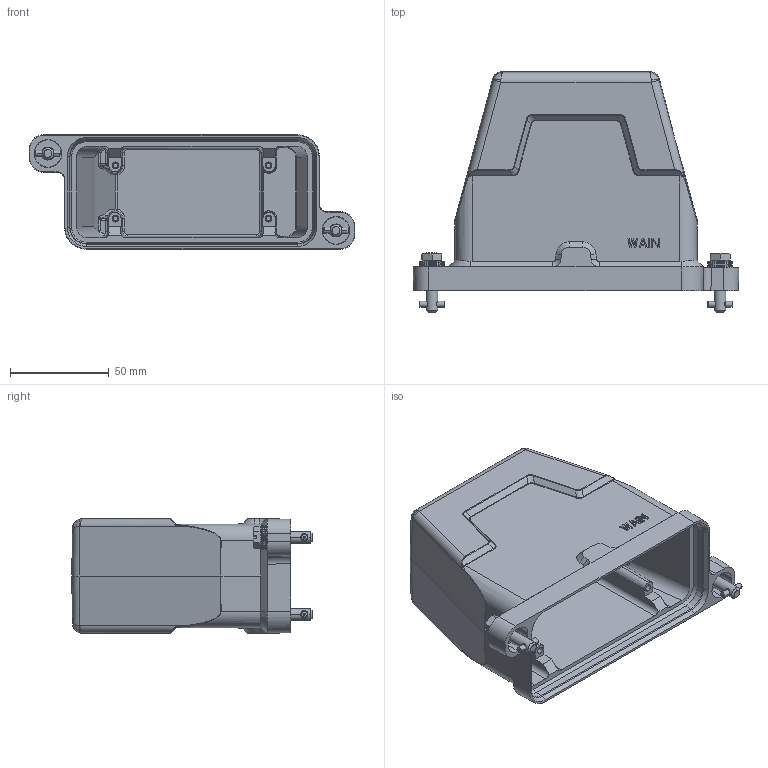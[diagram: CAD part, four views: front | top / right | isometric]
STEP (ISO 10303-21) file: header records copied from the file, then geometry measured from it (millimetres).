
FILE_DESCRIPTION(/* description */ (''),/* implementation_level */ '2;1');
FILE_NAME(/* name */ '3D_1136165405004_HP16B_H-SEH-2T-M32_V1.1.stp',/* time_stamp */ '2024-03-01T10:31:24+08:00',/* author */ (''),/* organization */ (''),/* preprocessor_version */ 'ST-DEVELOPER v18.1',/* originating_system */ 'SIEMENS PLM Software NX 1980',/* authorisation */ '');
FILE_SCHEMA (('AUTOMOTIVE_DESIGN { 1 0 10303 214 3 1 1 1 }'));
Length unit declared in the file: millimetre
Products named in the file (1): 3D_1136165405004_HP16B_H-SEH-2T-M32_V1.1
Bounding box: 165 x 121.95 x 58 mm (x, y, z)
Volume: 220461.6 mm3; surface area: 84923.1 mm2
Topology: 1 solids, 5 shells, 776 faces, 2041 edges, 1302 vertices
Faces by surface type: plane 374, cylinder 179, cone 94, bspline 69, torus 45, sphere 14, revolution 1
Entity records: 31633 total; most frequent: CARTESIAN_POINT 14389, ORIENTED_EDGE 4082, DIRECTION 2802, EDGE_CURVE 2041, VERTEX_POINT 1302, AXIS2_PLACEMENT_3D 944, LINE 913, VECTOR 913
